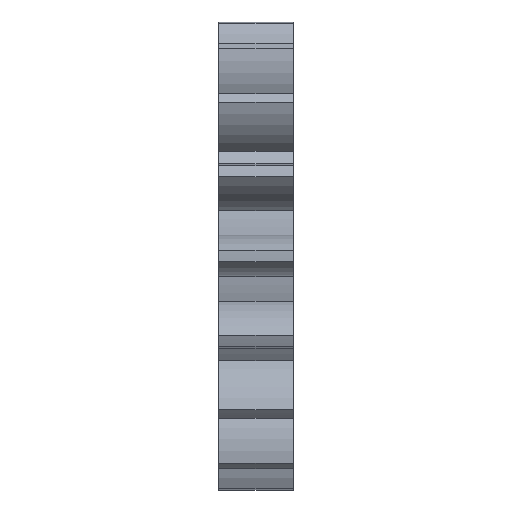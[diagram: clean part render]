
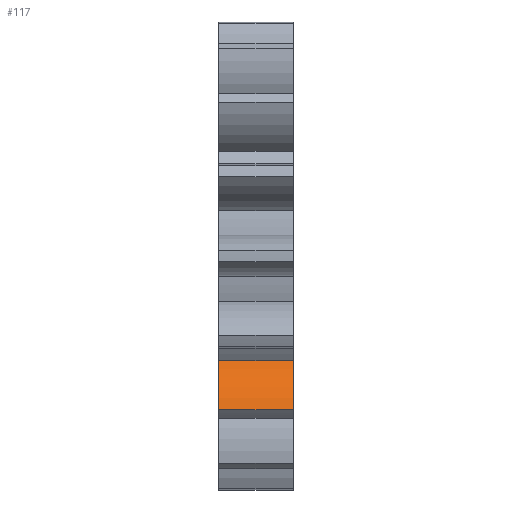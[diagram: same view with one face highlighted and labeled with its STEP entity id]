
A CAD part, front view. The second image highlights one B-rep face of the part: STEP entity #117.
In plain terms, the highlighted cylindrical face has radius 3.4 mm (diameter 6.8 mm), a partial arc.
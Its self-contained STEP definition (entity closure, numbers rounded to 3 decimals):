
#29 = CARTESIAN_POINT ( 'NONE',  ( 3., -3.867, -6.989 ) ) ;
#83 = CIRCLE ( 'NONE', #1603, 3.4 ) ;
#117 = ADVANCED_FACE ( 'NONE', ( #706 ), #924, .T. ) ;
#315 = VERTEX_POINT ( 'NONE', #735 ) ;
#316 = DIRECTION ( 'NONE',  ( -1., 0., 0. ) ) ;
#342 = LINE ( 'NONE', #551, #2612 ) ;
#439 = AXIS2_PLACEMENT_3D ( 'NONE', #1449, #1461, #1819 ) ;
#551 = CARTESIAN_POINT ( 'NONE',  ( 3., -5.875, -4.246 ) ) ;
#580 = VERTEX_POINT ( 'NONE', #1659 ) ;
#706 = FACE_OUTER_BOUND ( 'NONE', #2059, .T. ) ;
#735 = CARTESIAN_POINT ( 'NONE',  ( 0., -5.875, -4.246 ) ) ;
#742 = CARTESIAN_POINT ( 'NONE',  ( 1.5, -7.179, -6.222 ) ) ;
#924 = CYLINDRICAL_SURFACE ( 'NONE', #1302, 3.4 ) ;
#1016 = VECTOR ( 'NONE', #1177, 1000. ) ;
#1047 = DIRECTION ( 'NONE',  ( 0., -0.526, 0.85 ) ) ;
#1124 = CARTESIAN_POINT ( 'NONE',  ( 3., -3.867, -6.989 ) ) ;
#1177 = DIRECTION ( 'NONE',  ( 1., 0., 0. ) ) ;
#1302 = AXIS2_PLACEMENT_3D ( 'NONE', #1124, #316, #2157 ) ;
#1314 = CARTESIAN_POINT ( 'NONE',  ( 3., -5.875, -4.246 ) ) ;
#1449 = CARTESIAN_POINT ( 'NONE',  ( 0., -3.867, -6.989 ) ) ;
#1461 = DIRECTION ( 'NONE',  ( 1., 0., 0. ) ) ;
#1508 = EDGE_CURVE ( 'NONE', #315, #2173, #1830, .T. ) ;
#1546 = CARTESIAN_POINT ( 'NONE',  ( 0., -7.179, -6.222 ) ) ;
#1550 = ORIENTED_EDGE ( 'NONE', *, *, #2557, .T. ) ;
#1600 = ORIENTED_EDGE ( 'NONE', *, *, #1671, .T. ) ;
#1603 = AXIS2_PLACEMENT_3D ( 'NONE', #29, #2462, #1047 ) ;
#1659 = CARTESIAN_POINT ( 'NONE',  ( 3., -7.179, -6.222 ) ) ;
#1671 = EDGE_CURVE ( 'NONE', #2363, #315, #342, .T. ) ;
#1731 = ORIENTED_EDGE ( 'NONE', *, *, #2223, .T. ) ;
#1819 = DIRECTION ( 'NONE',  ( 0., 0., -1. ) ) ;
#1830 = CIRCLE ( 'NONE', #439, 3.4 ) ;
#2059 = EDGE_LOOP ( 'NONE', ( #1550, #1731, #1600, #2527 ) ) ;
#2157 = DIRECTION ( 'NONE',  ( 0., 0., 1. ) ) ;
#2173 = VERTEX_POINT ( 'NONE', #1546 ) ;
#2201 = LINE ( 'NONE', #742, #1016 ) ;
#2223 = EDGE_CURVE ( 'NONE', #580, #2363, #83, .T. ) ;
#2363 = VERTEX_POINT ( 'NONE', #1314 ) ;
#2462 = DIRECTION ( 'NONE',  ( -1., 0., 0. ) ) ;
#2527 = ORIENTED_EDGE ( 'NONE', *, *, #1508, .T. ) ;
#2557 = EDGE_CURVE ( 'NONE', #2173, #580, #2201, .T. ) ;
#2612 = VECTOR ( 'NONE', #2620, 1000. ) ;
#2620 = DIRECTION ( 'NONE',  ( -1., 0., 0. ) ) ;
